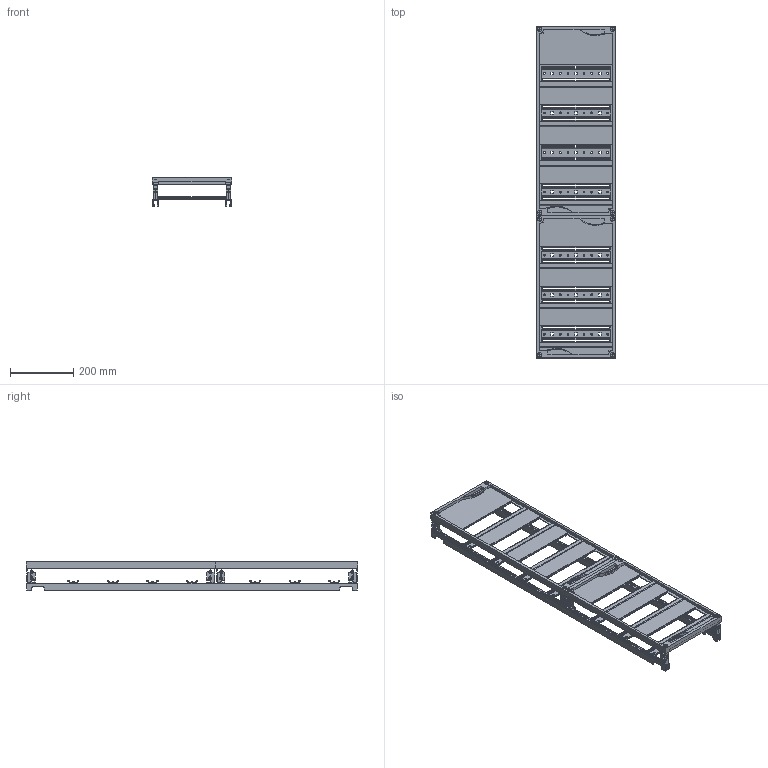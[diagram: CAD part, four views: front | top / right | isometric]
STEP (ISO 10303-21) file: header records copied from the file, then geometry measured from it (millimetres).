
FILE_DESCRIPTION(('STEP AP214'),'1');
FILE_NAME('cctmp_44A99C5A-1FBC-4268-9A22-3778D8B4AE14_2023_07_22_14_37_57_0111..stp','2023-07-22T12:38:00',('SIEMENS A&D'),('CADClick - www.CADClick.com'),'Spatial InterOp 3D postprocessed',' ','unknown authorization');
FILE_SCHEMA(('AUTOMOTIVE_DESIGN'));
Length unit declared in the file: millimetre
Products named in the file (42): cc_unnamed; 2023_07_22_14_37_56_0987; 2023_07_22_14_37_56_0983; 2023_07_22_14_37_56_0979; 2023_07_22_14_37_56_0975; 2023_07_22_14_37_56_0971; 2023_07_22_14_37_56_0967; 2023_07_22_14_37_56_0963; 2023_07_22_14_37_56_0959; 2023_07_22_14_37_56_0955; 2023_07_22_14_37_56_0951; 2023_07_22_14_37_56_0947; 2023_07_22_14_37_56_0943; 2023_07_22_14_37_56_0939; 2023_07_22_14_37_56_0935; 2023_07_22_14_37_56_0931; 2023_07_22_14_37_56_0927; 2023_07_22_14_37_56_0923; 2023_07_22_14_37_56_0919; 2023_07_22_14_37_56_0915; 2023_07_22_14_37_56_0911; 2023_07_22_14_37_56_0907; 2023_07_22_14_37_56_0903; 2023_07_22_14_37_56_0899; 2023_07_22_14_37_56_0895; 2023_07_22_14_37_56_0891; 2023_07_22_14_37_56_0887; 2023_07_22_14_37_56_0883; 2023_07_22_14_37_56_0879; 2023_07_22_14_37_56_0875; 2023_07_22_14_37_56_0871; 2023_07_22_14_37_56_0867; 2023_07_22_14_37_56_0863; 2023_07_22_14_37_56_0859; 2023_07_22_14_37_56_0855; 2023_07_22_14_37_56_0851; 2023_07_22_14_37_56_0847; 2023_07_22_14_37_56_0843; 2023_07_22_14_37_56_0839; 2023_07_22_14_37_56_0835 ...
Assembly tree (41 placements, depth 2):
  cc_unnamed
    2023_07_22_14_37_56_0987
    2023_07_22_14_37_56_0983
    2023_07_22_14_37_56_0979
    2023_07_22_14_37_56_0975
    2023_07_22_14_37_56_0971
    2023_07_22_14_37_56_0967
    2023_07_22_14_37_56_0963
    2023_07_22_14_37_56_0959
    2023_07_22_14_37_56_0955
    2023_07_22_14_37_56_0951
    2023_07_22_14_37_56_0947
    2023_07_22_14_37_56_0943
    2023_07_22_14_37_56_0939
    2023_07_22_14_37_56_0935
    2023_07_22_14_37_56_0931
    2023_07_22_14_37_56_0927
    2023_07_22_14_37_56_0923
    2023_07_22_14_37_56_0919
    2023_07_22_14_37_56_0915
    2023_07_22_14_37_56_0911
    2023_07_22_14_37_56_0907
    2023_07_22_14_37_56_0903
    2023_07_22_14_37_56_0899
    2023_07_22_14_37_56_0895
    2023_07_22_14_37_56_0891
    2023_07_22_14_37_56_0887
    2023_07_22_14_37_56_0883
    2023_07_22_14_37_56_0879
    2023_07_22_14_37_56_0875
    2023_07_22_14_37_56_0871
    2023_07_22_14_37_56_0867
    2023_07_22_14_37_56_0863
    2023_07_22_14_37_56_0859
    2023_07_22_14_37_56_0855
    2023_07_22_14_37_56_0851
    2023_07_22_14_37_56_0847
    2023_07_22_14_37_56_0843
    2023_07_22_14_37_56_0839
    2023_07_22_14_37_56_0835
    2023_07_22_14_37_56_0831
    2023_07_22_14_37_56_0827
Bounding box: 250 x 1050 x 92.8 mm (x, y, z)
Volume: 1412111.9 mm3; surface area: 1066158.1 mm2
Topology: 41 solids, 41 shells, 4035 faces, 11369 edges, 7460 vertices
Faces by surface type: plane 2464, cylinder 1495, torus 32, sphere 28, cone 16
Entity records: 146545 total; most frequent: CARTESIAN_POINT 24434, DIRECTION 23095, ORIENTED_EDGE 22802, EDGE_CURVE 11401, AXIS2_PLACEMENT_3D 7769, LINE 7557, VECTOR 7557, VERTEX_POINT 7492
